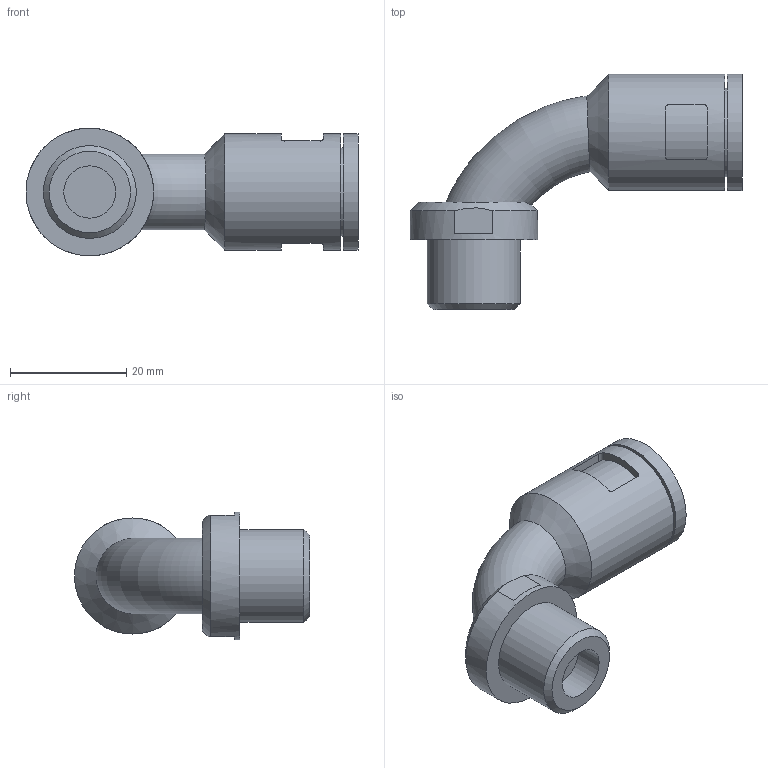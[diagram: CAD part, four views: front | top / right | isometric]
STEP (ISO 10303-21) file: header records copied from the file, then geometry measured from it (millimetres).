
FILE_DESCRIPTION( ( 'STEP AP203' ), '1' );
FILE_NAME( 'FLEXA RQB1 90-M 5104.013.216.stp', '2020-03-25T12:54:13', ( 'License CC BY-ND 4.0' ), ( 'CADENAS' ), ' ', 'PARTsolutions', ' ' );
FILE_SCHEMA( ( 'CONFIG_CONTROL_DESIGN' ) );
Length unit declared in the file: millimetre
Products named in the file (1): _FLEXA RQB1 90-M 5104.013.216
Bounding box: 57.2 x 40.5 x 22 mm (x, y, z)
Volume: 12088.8 mm3; surface area: 5870.1 mm2
Topology: 1 solids, 1 shells, 43 faces, 100 edges, 66 vertices
Faces by surface type: plane 21, cylinder 18, cone 3, torus 1
Full cylindrical faces by diameter (mm): 9 x2, 13 x1, 15.3 x1, 16 x1, 20 x2, 22 x1
Entity records: 1385 total; most frequent: CARTESIAN_POINT 467, DIRECTION 176, ORIENTED_EDGE 160, EDGE_CURVE 80, AXIS2_PLACEMENT_3D 73, EDGE_LOOP 63, VERTEX_POINT 59, FACE_OUTER_BOUND 52
